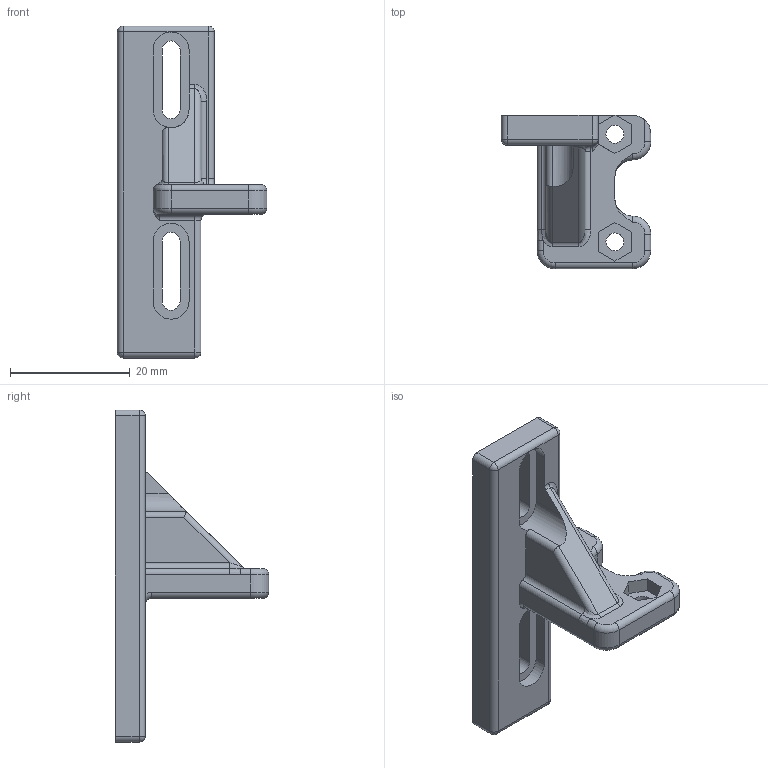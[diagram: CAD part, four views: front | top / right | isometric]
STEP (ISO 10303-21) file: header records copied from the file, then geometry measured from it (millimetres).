
FILE_DESCRIPTION(/* description */ (''),/* implementation_level */ '2;1');
FILE_NAME(/* name */ 'SV06 inline probe.step',/* time_stamp */ '2023-04-17T22:39:58-07:00',/* author */ (''),/* organization */ (''),/* preprocessor_version */ 'ST-DEVELOPER v19.2',/* originating_system */ 'Autodesk Translation Framework v12.4.0.73',/* authorisation */ '');
FILE_SCHEMA (('AUTOMOTIVE_DESIGN { 1 0 10303 214 3 1 1 }'));
Length unit declared in the file: millimetre
Products named in the file (2): SV06 inline probe; bracket
Assembly tree (1 placements, depth 2):
  SV06 inline probe
    bracket
Bounding box: 25 x 25.62 x 55.5 mm (x, y, z)
Volume: 6083.3 mm3; surface area: 3811.2 mm2
Topology: 1 solids, 1 shells, 115 faces, 286 edges, 175 vertices
Faces by surface type: cylinder 47, plane 42, torus 17, sphere 5, bspline 4
Full cylindrical faces by diameter (mm): 3 x2
Entity records: 3605 total; most frequent: CARTESIAN_POINT 746, DIRECTION 622, ORIENTED_EDGE 572, EDGE_CURVE 286, AXIS2_PLACEMENT_3D 233, VERTEX_POINT 175, LINE 156, VECTOR 156
